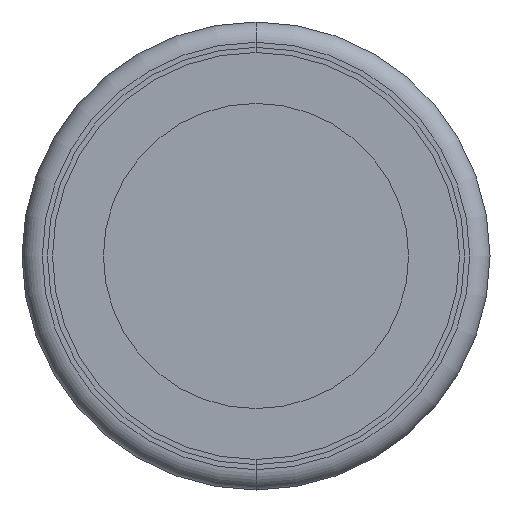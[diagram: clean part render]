
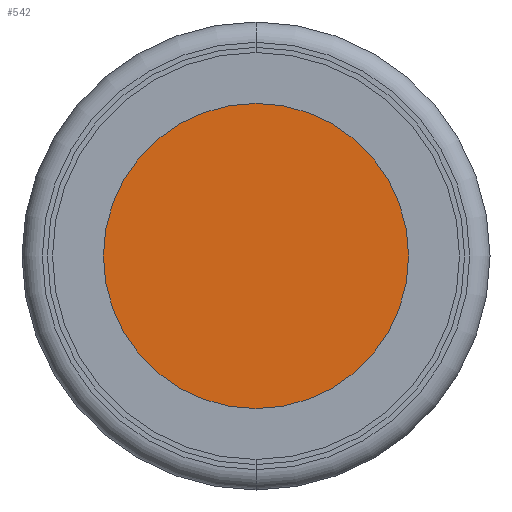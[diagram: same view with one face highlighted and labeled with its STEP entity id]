
A CAD part, front view. The second image highlights one B-rep face of the part: STEP entity #542.
In plain terms, the highlighted planar face has unit normal (0, -1, 0).
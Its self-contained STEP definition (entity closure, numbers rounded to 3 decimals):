
#75 = CARTESIAN_POINT ( 'NONE',  ( 0., 0., 8. ) ) ;
#207 = DIRECTION ( 'NONE',  ( 0., 0., 1. ) ) ;
#542 = ADVANCED_FACE ( 'NONE', ( #2015 ), #1139, .F. ) ;
#777 = ORIENTED_EDGE ( 'NONE', *, *, #1060, .T. ) ;
#1019 = CARTESIAN_POINT ( 'NONE',  ( 0., 0., 0. ) ) ;
#1060 = EDGE_CURVE ( 'NONE', #3249, #2786, #2204, .T. ) ;
#1139 = PLANE ( 'NONE',  #1580 ) ;
#1290 = DIRECTION ( 'NONE',  ( 0., 0., 1. ) ) ;
#1325 = AXIS2_PLACEMENT_3D ( 'NONE', #1019, #3775, #1290 ) ;
#1357 = AXIS2_PLACEMENT_3D ( 'NONE', #2850, #2811, #3437 ) ;
#1580 = AXIS2_PLACEMENT_3D ( 'NONE', #3968, #2081, #207 ) ;
#2015 = FACE_OUTER_BOUND ( 'NONE', #3704, .T. ) ;
#2061 = ORIENTED_EDGE ( 'NONE', *, *, #3570, .T. ) ;
#2081 = DIRECTION ( 'NONE',  ( 0., 1., 0. ) ) ;
#2204 = CIRCLE ( 'NONE', #1325, 8. ) ;
#2786 = VERTEX_POINT ( 'NONE', #3889 ) ;
#2811 = DIRECTION ( 'NONE',  ( 0., -1., 0. ) ) ;
#2850 = CARTESIAN_POINT ( 'NONE',  ( 0., 0., 0. ) ) ;
#3249 = VERTEX_POINT ( 'NONE', #75 ) ;
#3437 = DIRECTION ( 'NONE',  ( 0., 0., 1. ) ) ;
#3570 = EDGE_CURVE ( 'NONE', #2786, #3249, #3917, .T. ) ;
#3704 = EDGE_LOOP ( 'NONE', ( #777, #2061 ) ) ;
#3775 = DIRECTION ( 'NONE',  ( 0., -1., 0. ) ) ;
#3889 = CARTESIAN_POINT ( 'NONE',  ( 0., 0., -8. ) ) ;
#3917 = CIRCLE ( 'NONE', #1357, 8. ) ;
#3968 = CARTESIAN_POINT ( 'NONE',  ( 0., 0., 0. ) ) ;
